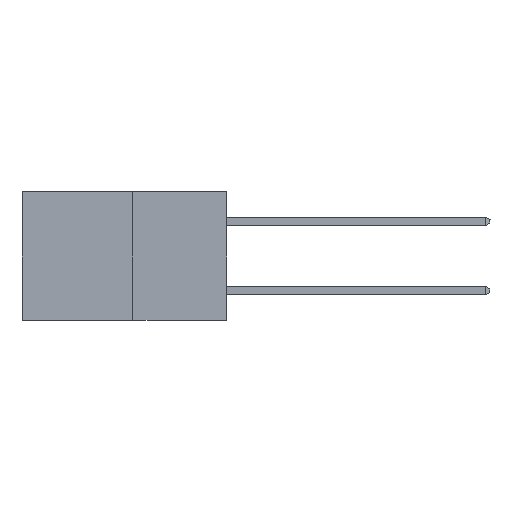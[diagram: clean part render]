
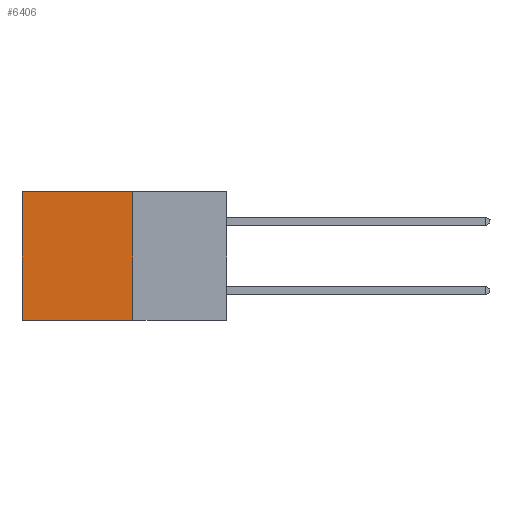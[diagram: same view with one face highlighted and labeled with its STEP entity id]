
A CAD part, left-side view. The second image highlights one B-rep face of the part: STEP entity #6406.
In plain terms, the highlighted planar face has unit normal (-1, 0, 0).
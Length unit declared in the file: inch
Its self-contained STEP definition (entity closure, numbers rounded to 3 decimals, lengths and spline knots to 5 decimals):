
#7 = CARTESIAN_POINT ( 'NONE',  ( 0.277, 0.27, -0.37 ) ) ;
#775 = FACE_OUTER_BOUND ( 'NONE', #13568, .T. ) ;
#817 = ORIENTED_EDGE ( 'NONE', *, *, #2801, .T. ) ;
#1903 = ORIENTED_EDGE ( 'NONE', *, *, #24188, .T. ) ;
#1982 = DIRECTION ( 'NONE',  ( 0., 0., -1. ) ) ;
#2233 = DIRECTION ( 'NONE',  ( 0., 1., 0. ) ) ;
#2313 = LINE ( 'NONE', #22836, #13249 ) ;
#2624 = VECTOR ( 'NONE', #2233, 39.37008 ) ;
#2779 = DIRECTION ( 'NONE',  ( 0., 1., 0. ) ) ;
#2801 = EDGE_CURVE ( 'NONE', #25432, #3644, #2313, .T. ) ;
#3505 = VERTEX_POINT ( 'NONE', #20882 ) ;
#3583 = DIRECTION ( 'NONE',  ( 1., 0., 0. ) ) ;
#3644 = VERTEX_POINT ( 'NONE', #14086 ) ;
#4229 = CARTESIAN_POINT ( 'NONE',  ( 0.277, 0.27, -0.37 ) ) ;
#4888 = CARTESIAN_POINT ( 'NONE',  ( 0.277, 0.27, -0.37 ) ) ;
#5850 = CARTESIAN_POINT ( 'NONE',  ( 0.277, 0.59, 0. ) ) ;
#6406 = ADVANCED_FACE ( 'NONE', ( #775 ), #8647, .F. ) ;
#8647 = PLANE ( 'NONE',  #9793 ) ;
#9793 = AXIS2_PLACEMENT_3D ( 'NONE', #4229, #3583, #1982 ) ;
#10911 = VECTOR ( 'NONE', #24309, 39.37008 ) ;
#11590 = LINE ( 'NONE', #4888, #10911 ) ;
#12757 = VERTEX_POINT ( 'NONE', #26512 ) ;
#13142 = EDGE_CURVE ( 'NONE', #12757, #3644, #15614, .T. ) ;
#13249 = VECTOR ( 'NONE', #26933, 39.37008 ) ;
#13568 = EDGE_LOOP ( 'NONE', ( #817, #16141, #17786, #1903 ) ) ;
#14086 = CARTESIAN_POINT ( 'NONE',  ( 0.277, 0.59, -0.37 ) ) ;
#15614 = LINE ( 'NONE', #7, #2624 ) ;
#15855 = CARTESIAN_POINT ( 'NONE',  ( 0.277, 0.27, 0. ) ) ;
#16031 = LINE ( 'NONE', #15855, #27335 ) ;
#16141 = ORIENTED_EDGE ( 'NONE', *, *, #13142, .F. ) ;
#17786 = ORIENTED_EDGE ( 'NONE', *, *, #18609, .F. ) ;
#18609 = EDGE_CURVE ( 'NONE', #3505, #12757, #11590, .T. ) ;
#20882 = CARTESIAN_POINT ( 'NONE',  ( 0.277, 0.27, 0. ) ) ;
#22836 = CARTESIAN_POINT ( 'NONE',  ( 0.277, 0.59, -0.37 ) ) ;
#24188 = EDGE_CURVE ( 'NONE', #3505, #25432, #16031, .T. ) ;
#24309 = DIRECTION ( 'NONE',  ( 0., 0., -1. ) ) ;
#25432 = VERTEX_POINT ( 'NONE', #5850 ) ;
#26512 = CARTESIAN_POINT ( 'NONE',  ( 0.277, 0.27, -0.37 ) ) ;
#26933 = DIRECTION ( 'NONE',  ( 0., 0., -1. ) ) ;
#27335 = VECTOR ( 'NONE', #2779, 39.37008 ) ;
